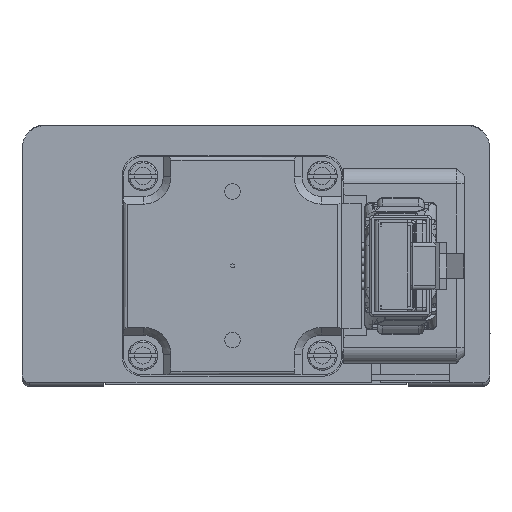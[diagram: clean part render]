
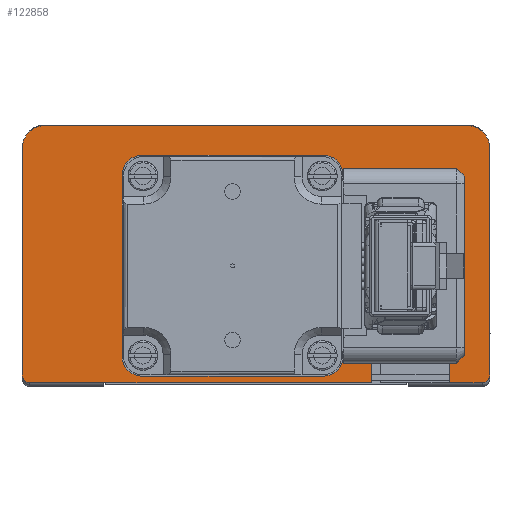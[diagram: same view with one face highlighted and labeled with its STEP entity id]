
A CAD part, front view. The second image highlights one B-rep face of the part: STEP entity #122858.
In plain terms, the highlighted face is planar.
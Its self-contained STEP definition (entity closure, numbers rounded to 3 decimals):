
#5762=LINE('',#215607,#19787);
#5765=LINE('',#215613,#19790);
#5768=LINE('',#215618,#19793);
#5857=LINE('',#215798,#19882);
#5858=LINE('',#215801,#19883);
#5859=LINE('',#215803,#19884);
#5864=LINE('',#215814,#19889);
#5873=LINE('',#215840,#19898);
#19787=VECTOR('',#172250,1000.);
#19790=VECTOR('',#172255,1000.);
#19793=VECTOR('',#172260,1000.);
#19882=VECTOR('',#172435,1000.);
#19883=VECTOR('',#172440,1000.);
#19884=VECTOR('',#172443,1000.);
#19889=VECTOR('',#172460,1000.);
#19898=VECTOR('',#172499,1000.);
#37009=ORIENTED_EDGE('',*,*,#71394,.F.);
#37010=ORIENTED_EDGE('',*,*,#71270,.F.);
#37011=ORIENTED_EDGE('',*,*,#71267,.F.);
#37012=ORIENTED_EDGE('',*,*,#71264,.F.);
#37013=ORIENTED_EDGE('',*,*,#71376,.F.);
#37014=ORIENTED_EDGE('',*,*,#71214,.T.);
#37015=ORIENTED_EDGE('',*,*,#71375,.F.);
#37016=ORIENTED_EDGE('',*,*,#71294,.T.);
#37017=ORIENTED_EDGE('',*,*,#71381,.F.);
#37018=ORIENTED_EDGE('',*,*,#71306,.T.);
#37019=ORIENTED_EDGE('',*,*,#71374,.F.);
#37020=ORIENTED_EDGE('',*,*,#71210,.T.);
#71210=EDGE_CURVE('',#88882,#88881,#99832,.T.);
#71214=EDGE_CURVE('',#88886,#88885,#99834,.T.);
#71264=EDGE_CURVE('',#88924,#88925,#5762,.T.);
#71267=EDGE_CURVE('',#88925,#88927,#5765,.T.);
#71270=EDGE_CURVE('',#88927,#88928,#5768,.T.);
#71294=EDGE_CURVE('',#88942,#88941,#99852,.T.);
#71306=EDGE_CURVE('',#88954,#88953,#99858,.T.);
#71374=EDGE_CURVE('',#88882,#88953,#5857,.T.);
#71375=EDGE_CURVE('',#88942,#88885,#5858,.T.);
#71376=EDGE_CURVE('',#88886,#88924,#5859,.T.);
#71381=EDGE_CURVE('',#88954,#88941,#5864,.T.);
#71394=EDGE_CURVE('',#88928,#88881,#5873,.T.);
#88881=VERTEX_POINT('',#215486);
#88882=VERTEX_POINT('',#215488);
#88885=VERTEX_POINT('',#215495);
#88886=VERTEX_POINT('',#215497);
#88924=VERTEX_POINT('',#215606);
#88925=VERTEX_POINT('',#215608);
#88927=VERTEX_POINT('',#215614);
#88928=VERTEX_POINT('',#215619);
#88941=VERTEX_POINT('',#215661);
#88942=VERTEX_POINT('',#215663);
#88953=VERTEX_POINT('',#215688);
#88954=VERTEX_POINT('',#215690);
#99832=CIRCLE('',#160589,1.);
#99834=CIRCLE('',#160592,1.);
#99852=CIRCLE('',#160630,3.);
#99858=CIRCLE('',#160639,3.);
#103207=EDGE_LOOP('',(#37009,#37010,#37011,#37012,#37013,#37014,#37015,
#37016,#37017,#37018,#37019,#37020));
#110781=FACE_BOUND('',#103207,.T.);
#117971=PLANE('',#160695);
#122858=ADVANCED_FACE('',(#110781),#117971,.F.);
#160589=AXIS2_PLACEMENT_3D('',#215487,#172153,#172154);
#160592=AXIS2_PLACEMENT_3D('',#215496,#172161,#172162);
#160630=AXIS2_PLACEMENT_3D('',#215662,#172297,#172298);
#160639=AXIS2_PLACEMENT_3D('',#215689,#172321,#172322);
#160695=AXIS2_PLACEMENT_3D('',#215846,#172510,#172511);
#172153=DIRECTION('',(0.,0.,1.));
#172154=DIRECTION('',(-1.,0.,0.));
#172161=DIRECTION('',(0.,0.,1.));
#172162=DIRECTION('',(-1.,0.,0.));
#172250=DIRECTION('',(0.,1.,0.));
#172255=DIRECTION('',(-1.,0.,0.));
#172260=DIRECTION('',(0.,-1.,0.));
#172297=DIRECTION('',(0.,0.,1.));
#172298=DIRECTION('',(-1.,0.,0.));
#172321=DIRECTION('',(0.,0.,1.));
#172322=DIRECTION('',(-1.,0.,0.));
#172435=DIRECTION('',(0.,1.,0.));
#172440=DIRECTION('',(0.,-1.,0.));
#172443=DIRECTION('',(-1.,0.,0.));
#172460=DIRECTION('',(1.,0.,0.));
#172499=DIRECTION('',(-1.,0.,0.));
#172510=DIRECTION('',(0.,0.,-1.));
#172511=DIRECTION('',(-1.,0.,0.));
#215486=CARTESIAN_POINT('',(-29.,0.5,208.));
#215487=CARTESIAN_POINT('',(-29.,1.5,208.));
#215488=CARTESIAN_POINT('',(-30.,1.5,208.));
#215495=CARTESIAN_POINT('',(30.,1.5,208.));
#215496=CARTESIAN_POINT('',(29.,1.5,208.));
#215497=CARTESIAN_POINT('',(29.,0.5,208.));
#215606=CARTESIAN_POINT('',(24.8,0.5,208.));
#215607=CARTESIAN_POINT('',(24.8,0.5,208.));
#215608=CARTESIAN_POINT('',(24.8,8.5,208.));
#215613=CARTESIAN_POINT('',(14.8,8.5,208.));
#215614=CARTESIAN_POINT('',(14.8,8.5,208.));
#215618=CARTESIAN_POINT('',(14.8,0.5,208.));
#215619=CARTESIAN_POINT('',(14.8,0.5,208.));
#215661=CARTESIAN_POINT('',(27.,33.5,208.));
#215662=CARTESIAN_POINT('',(27.,30.5,208.));
#215663=CARTESIAN_POINT('',(30.,30.5,208.));
#215688=CARTESIAN_POINT('',(-30.,30.5,208.));
#215689=CARTESIAN_POINT('',(-27.,30.5,208.));
#215690=CARTESIAN_POINT('',(-27.,33.5,208.));
#215798=CARTESIAN_POINT('',(-30.,0.5,208.));
#215801=CARTESIAN_POINT('',(30.,0.5,208.));
#215803=CARTESIAN_POINT('',(-30.,0.5,208.));
#215814=CARTESIAN_POINT('',(-30.,33.5,208.));
#215840=CARTESIAN_POINT('',(-30.,0.5,208.));
#215846=CARTESIAN_POINT('',(-30.,0.5,208.));
